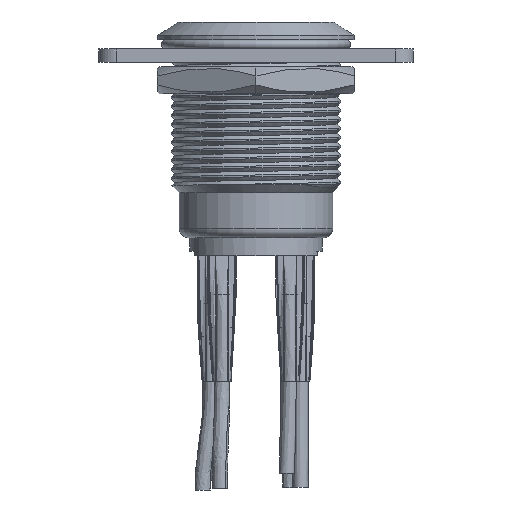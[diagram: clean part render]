
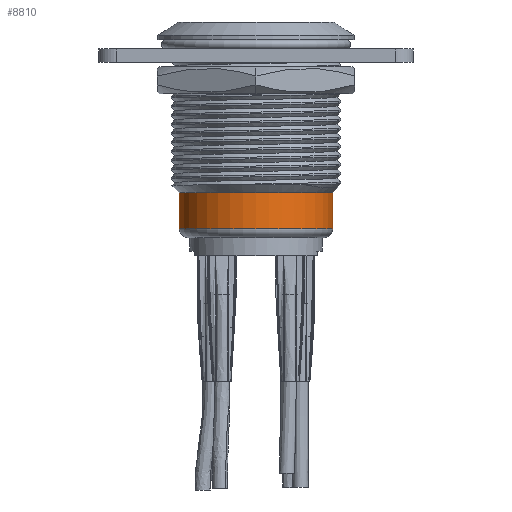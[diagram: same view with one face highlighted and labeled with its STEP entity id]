
A CAD part, front view. The second image highlights one B-rep face of the part: STEP entity #8810.
In plain terms, the highlighted cylindrical face has radius 8.55 mm (diameter 17.1 mm), a partial arc.
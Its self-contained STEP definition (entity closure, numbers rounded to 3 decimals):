
#263 = CIRCLE ( 'NONE', #41998, 8.55 ) ;
#1346 = DIRECTION ( 'NONE',  ( 1., 0., 0. ) ) ;
#2300 = EDGE_CURVE ( 'NONE', #13902, #37546, #38295, .T. ) ;
#2969 = CARTESIAN_POINT ( 'NONE',  ( -8.55, 0., -5. ) ) ;
#6805 = EDGE_CURVE ( 'NONE', #33167, #9703, #20206, .T. ) ;
#7592 = CARTESIAN_POINT ( 'NONE',  ( 8.55, 0., 0. ) ) ;
#8251 = ORIENTED_EDGE ( 'NONE', *, *, #47675, .T. ) ;
#8810 = ADVANCED_FACE ( 'NONE', ( #35920 ), #39992, .T. ) ;
#9703 = VERTEX_POINT ( 'NONE', #7592 ) ;
#13902 = VERTEX_POINT ( 'NONE', #48148 ) ;
#15412 = CARTESIAN_POINT ( 'NONE',  ( 0., 0., -4. ) ) ;
#15834 = DIRECTION ( 'NONE',  ( 0., 0., 1. ) ) ;
#17218 = CARTESIAN_POINT ( 'NONE',  ( 0., 0., 0. ) ) ;
#18769 = CIRCLE ( 'NONE', #45734, 8.55 ) ;
#20206 = LINE ( 'NONE', #46547, #25210 ) ;
#20830 = DIRECTION ( 'NONE',  ( 0., 0., 1. ) ) ;
#24297 = CARTESIAN_POINT ( 'NONE',  ( 8.55, 0., -4. ) ) ;
#25210 = VECTOR ( 'NONE', #15834, 1000. ) ;
#25444 = EDGE_CURVE ( 'NONE', #9703, #37546, #263, .T. ) ;
#27436 = VECTOR ( 'NONE', #38773, 1000. ) ;
#27878 = AXIS2_PLACEMENT_3D ( 'NONE', #47955, #20830, #1346 ) ;
#31280 = DIRECTION ( 'NONE',  ( 0., 0., 1. ) ) ;
#32841 = DIRECTION ( 'NONE',  ( 0., 0., -1. ) ) ;
#33167 = VERTEX_POINT ( 'NONE', #24297 ) ;
#35371 = DIRECTION ( 'NONE',  ( -1., 0., 0. ) ) ;
#35920 = FACE_OUTER_BOUND ( 'NONE', #48586, .T. ) ;
#37546 = VERTEX_POINT ( 'NONE', #38254 ) ;
#38254 = CARTESIAN_POINT ( 'NONE',  ( -8.55, 0., 0. ) ) ;
#38295 = LINE ( 'NONE', #2969, #27436 ) ;
#38485 = ORIENTED_EDGE ( 'NONE', *, *, #25444, .T. ) ;
#38773 = DIRECTION ( 'NONE',  ( 0., 0., 1. ) ) ;
#39992 = CYLINDRICAL_SURFACE ( 'NONE', #27878, 8.55 ) ;
#41998 = AXIS2_PLACEMENT_3D ( 'NONE', #17218, #32841, #48205 ) ;
#44814 = ORIENTED_EDGE ( 'NONE', *, *, #6805, .T. ) ;
#45734 = AXIS2_PLACEMENT_3D ( 'NONE', #15412, #31280, #35371 ) ;
#46547 = CARTESIAN_POINT ( 'NONE',  ( 8.55, 0., -5. ) ) ;
#47675 = EDGE_CURVE ( 'NONE', #13902, #33167, #18769, .T. ) ;
#47955 = CARTESIAN_POINT ( 'NONE',  ( 0., 0., -5. ) ) ;
#48148 = CARTESIAN_POINT ( 'NONE',  ( -8.55, 0., -4. ) ) ;
#48205 = DIRECTION ( 'NONE',  ( 1., 0., 0. ) ) ;
#48310 = ORIENTED_EDGE ( 'NONE', *, *, #2300, .F. ) ;
#48586 = EDGE_LOOP ( 'NONE', ( #48310, #8251, #44814, #38485 ) ) ;
